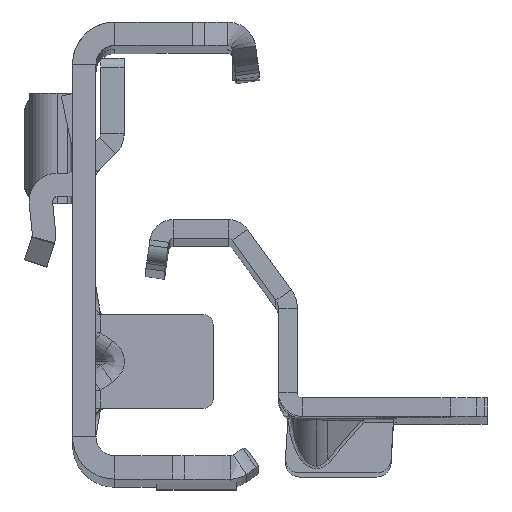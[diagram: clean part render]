
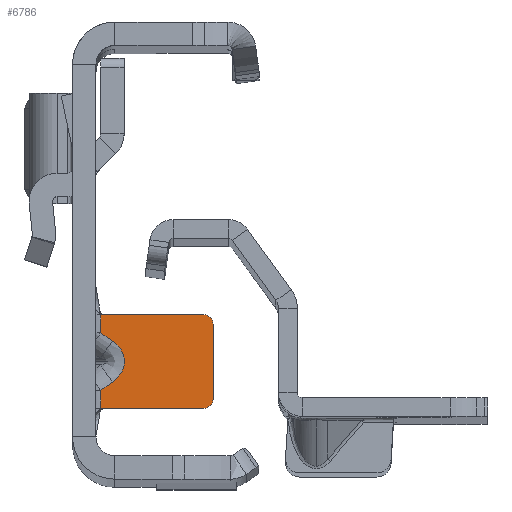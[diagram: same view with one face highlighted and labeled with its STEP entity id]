
A CAD part, top view. The second image highlights one B-rep face of the part: STEP entity #6786.
In plain terms, the highlighted planar face has unit normal (0, 0, 1).
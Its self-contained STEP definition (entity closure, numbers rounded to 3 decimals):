
#182 = AXIS2_PLACEMENT_3D ( 'NONE', #16952, #5545, #3853 ) ;
#828 = ORIENTED_EDGE ( 'NONE', *, *, #6076, .F. ) ;
#913 = CARTESIAN_POINT ( 'NONE',  ( 0.5, 22.3, -491.5 ) ) ;
#1124 = LINE ( 'NONE', #3996, #5275 ) ;
#1243 = VERTEX_POINT ( 'NONE', #17211 ) ;
#1439 = VERTEX_POINT ( 'NONE', #2865 ) ;
#1445 = EDGE_CURVE ( 'NONE', #16619, #8547, #7364, .T. ) ;
#1677 = DIRECTION ( 'NONE',  ( -1., 0., 0. ) ) ;
#1696 = CARTESIAN_POINT ( 'NONE',  ( 12.5, -6.6, -491.5 ) ) ;
#1714 = CARTESIAN_POINT ( 'NONE',  ( 1.757, -8.408, -491.5 ) ) ;
#1880 = DIRECTION ( 'NONE',  ( 1., 0., 0. ) ) ;
#2251 = AXIS2_PLACEMENT_3D ( 'NONE', #11374, #4118, #11951 ) ;
#2523 = DIRECTION ( 'NONE',  ( 0., 1., 0. ) ) ;
#2745 = ORIENTED_EDGE ( 'NONE', *, *, #16121, .F. ) ;
#2865 = CARTESIAN_POINT ( 'NONE',  ( 1.757, -8.408, -491.5 ) ) ;
#2873 = ORIENTED_EDGE ( 'NONE', *, *, #17445, .T. ) ;
#3002 = LINE ( 'NONE', #16202, #11276 ) ;
#3214 = CIRCLE ( 'NONE', #182, 1. ) ;
#3303 = DIRECTION ( 'NONE',  ( 0., -1., 0. ) ) ;
#3600 = ORIENTED_EDGE ( 'NONE', *, *, #4868, .F. ) ;
#3708 = ORIENTED_EDGE ( 'NONE', *, *, #1445, .T. ) ;
#3853 = DIRECTION ( 'NONE',  ( 0., 1., 0. ) ) ;
#3996 = CARTESIAN_POINT ( 'NONE',  ( 1.367, -8.131, -491.5 ) ) ;
#4118 = DIRECTION ( 'NONE',  ( 0., 0., -1. ) ) ;
#4358 = CARTESIAN_POINT ( 'NONE',  ( 1.757, -12.792, -491.5 ) ) ;
#4510 = EDGE_CURVE ( 'NONE', #7313, #16619, #3002, .T. ) ;
#4537 = VERTEX_POINT ( 'NONE', #16108 ) ;
#4742 = CARTESIAN_POINT ( 'NONE',  ( 11.5, -6.6, -491.5 ) ) ;
#4868 = EDGE_CURVE ( 'NONE', #6208, #16510, #5464, .T. ) ;
#4937 = CARTESIAN_POINT ( 'NONE',  ( 11.5, -5.6, -491.5 ) ) ;
#5186 = DIRECTION ( 'NONE',  ( 0.816, 0.577, 0. ) ) ;
#5275 = VECTOR ( 'NONE', #12601, 1000. ) ;
#5304 = VERTEX_POINT ( 'NONE', #1696 ) ;
#5418 = EDGE_CURVE ( 'NONE', #8310, #9426, #12475, .T. ) ;
#5464 = LINE ( 'NONE', #6810, #8240 ) ;
#5537 = FACE_OUTER_BOUND ( 'NONE', #15012, .T. ) ;
#5545 = DIRECTION ( 'NONE',  ( 0., 0., 1. ) ) ;
#5571 = VECTOR ( 'NONE', #12360, 1000. ) ;
#6076 = EDGE_CURVE ( 'NONE', #1439, #1243, #1124, .T. ) ;
#6208 = VERTEX_POINT ( 'NONE', #16610 ) ;
#6558 = VECTOR ( 'NONE', #13796, 1000. ) ;
#6619 = CARTESIAN_POINT ( 'NONE',  ( 11.5, -15.6, -491.5 ) ) ;
#6786 = ADVANCED_FACE ( 'NONE', ( #5537 ), #12810, .F. ) ;
#6810 = CARTESIAN_POINT ( 'NONE',  ( 2.624, -12.179, -491.5 ) ) ;
#7313 = VERTEX_POINT ( 'NONE', #4937 ) ;
#7364 = LINE ( 'NONE', #17493, #8465 ) ;
#7641 = ORIENTED_EDGE ( 'NONE', *, *, #16557, .F. ) ;
#7917 =( BOUNDED_CURVE ( )  B_SPLINE_CURVE ( 3, ( #14808, #16435, #17679, #1714 ),
 .UNSPECIFIED., .F., .T. ) 
 B_SPLINE_CURVE_WITH_KNOTS ( ( 4, 4 ),
 ( 2.356, 3.927 ),
 .UNSPECIFIED. ) 
 CURVE ( )  GEOMETRIC_REPRESENTATION_ITEM ( )  RATIONAL_B_SPLINE_CURVE ( ( 1., 0.805, 0.805, 1. ) ) 
 REPRESENTATION_ITEM ( '' )  );
#7961 = CARTESIAN_POINT ( 'NONE',  ( 0.5, 22.3, -491.5 ) ) ;
#8178 = CARTESIAN_POINT ( 'NONE',  ( -1.826, -15.6, -491.5 ) ) ;
#8240 = VECTOR ( 'NONE', #5186, 1000. ) ;
#8310 = VERTEX_POINT ( 'NONE', #14395 ) ;
#8465 = VECTOR ( 'NONE', #8693, 1000. ) ;
#8501 = EDGE_CURVE ( 'NONE', #14358, #4537, #3214, .T. ) ;
#8547 = VERTEX_POINT ( 'NONE', #11569 ) ;
#8693 = DIRECTION ( 'NONE',  ( -1., 0., 0. ) ) ;
#8996 = ORIENTED_EDGE ( 'NONE', *, *, #18558, .F. ) ;
#9426 = VERTEX_POINT ( 'NONE', #14452 ) ;
#9593 = LINE ( 'NONE', #913, #11365 ) ;
#9842 = EDGE_CURVE ( 'NONE', #5304, #7313, #15395, .T. ) ;
#9850 = LINE ( 'NONE', #7961, #6558 ) ;
#10555 = ORIENTED_EDGE ( 'NONE', *, *, #16774, .T. ) ;
#10565 = DIRECTION ( 'NONE',  ( 0., 0., 1. ) ) ;
#10789 = ORIENTED_EDGE ( 'NONE', *, *, #9842, .T. ) ;
#10822 = LINE ( 'NONE', #16767, #5571 ) ;
#11108 = AXIS2_PLACEMENT_3D ( 'NONE', #4742, #10565, #3303 ) ;
#11276 = VECTOR ( 'NONE', #1677, 1000. ) ;
#11365 = VECTOR ( 'NONE', #2523, 1000. ) ;
#11374 = CARTESIAN_POINT ( 'NONE',  ( -7.326, 22.3, -491.5 ) ) ;
#11569 = CARTESIAN_POINT ( 'NONE',  ( 0.5, -5.6, -491.5 ) ) ;
#11696 = VECTOR ( 'NONE', #1880, 1000. ) ;
#11951 = DIRECTION ( 'NONE',  ( 0., 1., 0. ) ) ;
#12237 = VECTOR ( 'NONE', #18499, 1000. ) ;
#12360 = DIRECTION ( 'NONE',  ( 0., 1., 0. ) ) ;
#12475 = LINE ( 'NONE', #8178, #12237 ) ;
#12601 = DIRECTION ( 'NONE',  ( -0.816, 0.577, 0. ) ) ;
#12810 = PLANE ( 'NONE',  #2251 ) ;
#13796 = DIRECTION ( 'NONE',  ( 0., 1., 0. ) ) ;
#14065 = ORIENTED_EDGE ( 'NONE', *, *, #4510, .T. ) ;
#14358 = VERTEX_POINT ( 'NONE', #6619 ) ;
#14395 = CARTESIAN_POINT ( 'NONE',  ( 0.5, -15.6, -491.5 ) ) ;
#14452 = CARTESIAN_POINT ( 'NONE',  ( 0.708, -15.6, -491.5 ) ) ;
#14808 = CARTESIAN_POINT ( 'NONE',  ( 1.757, -12.792, -491.5 ) ) ;
#14881 = LINE ( 'NONE', #17753, #11696 ) ;
#15012 = EDGE_LOOP ( 'NONE', ( #828, #2745, #3600, #7641, #16755, #2873, #17471, #10555, #10789, #14065, #3708, #8996 ) ) ;
#15395 = CIRCLE ( 'NONE', #11108, 1. ) ;
#16108 = CARTESIAN_POINT ( 'NONE',  ( 12.5, -14.6, -491.5 ) ) ;
#16121 = EDGE_CURVE ( 'NONE', #16510, #1439, #7917, .T. ) ;
#16202 = CARTESIAN_POINT ( 'NONE',  ( -1.826, -5.6, -491.5 ) ) ;
#16435 = CARTESIAN_POINT ( 'NONE',  ( 3.573, -11.508, -491.5 ) ) ;
#16510 = VERTEX_POINT ( 'NONE', #4358 ) ;
#16557 = EDGE_CURVE ( 'NONE', #8310, #6208, #9593, .T. ) ;
#16610 = CARTESIAN_POINT ( 'NONE',  ( 0.5, -13.681, -491.5 ) ) ;
#16619 = VERTEX_POINT ( 'NONE', #16876 ) ;
#16755 = ORIENTED_EDGE ( 'NONE', *, *, #5418, .T. ) ;
#16767 = CARTESIAN_POINT ( 'NONE',  ( 12.5, -6.6, -491.5 ) ) ;
#16774 = EDGE_CURVE ( 'NONE', #4537, #5304, #10822, .T. ) ;
#16876 = CARTESIAN_POINT ( 'NONE',  ( 0.708, -5.6, -491.5 ) ) ;
#16952 = CARTESIAN_POINT ( 'NONE',  ( 11.5, -14.6, -491.5 ) ) ;
#17211 = CARTESIAN_POINT ( 'NONE',  ( 0.5, -7.519, -491.5 ) ) ;
#17445 = EDGE_CURVE ( 'NONE', #9426, #14358, #14881, .T. ) ;
#17471 = ORIENTED_EDGE ( 'NONE', *, *, #8501, .T. ) ;
#17493 = CARTESIAN_POINT ( 'NONE',  ( -1.826, -5.6, -491.5 ) ) ;
#17679 = CARTESIAN_POINT ( 'NONE',  ( 3.573, -9.692, -491.5 ) ) ;
#17753 = CARTESIAN_POINT ( 'NONE',  ( -1.826, -15.6, -491.5 ) ) ;
#18499 = DIRECTION ( 'NONE',  ( 1., 0., 0. ) ) ;
#18558 = EDGE_CURVE ( 'NONE', #1243, #8547, #9850, .T. ) ;
